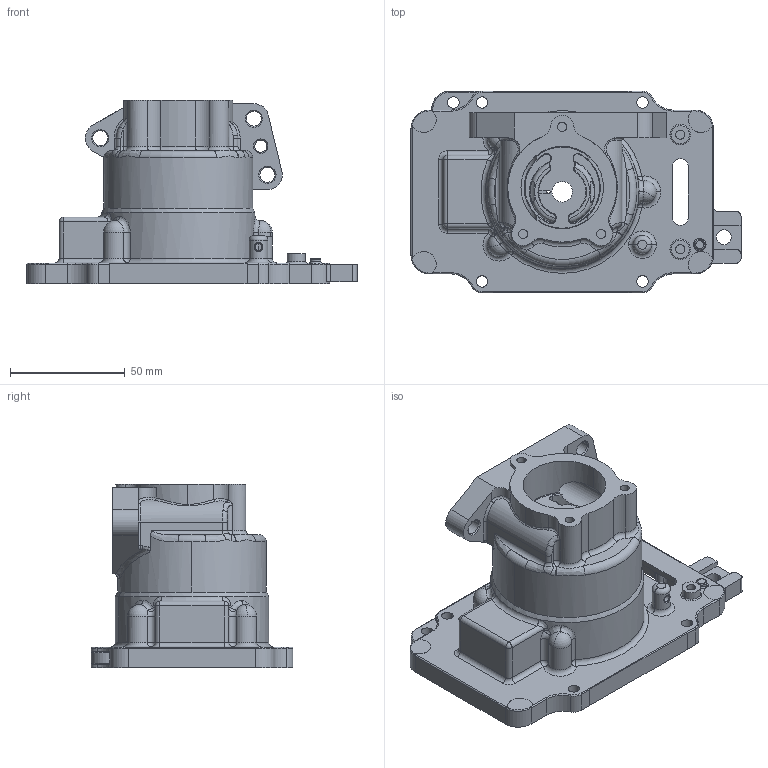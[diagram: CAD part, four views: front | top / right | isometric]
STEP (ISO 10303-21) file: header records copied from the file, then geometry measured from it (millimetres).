
FILE_DESCRIPTION(('CATIA V5 STEP Exchange'),'2;1');
FILE_NAME('电子油泵壳体.stp','2018-10-24T07:33:23+00:00',('none'),('none'),'CATIA Version 5 Release 17 (IN-10)','CATIA V5 STEP AP203','none');
FILE_SCHEMA(('CONFIG_CONTROL_DESIGN'));
Length unit declared in the file: millimetre
Products named in the file (1): housing
Bounding box: 144 x 88 x 80 mm (x, y, z)
Volume: 128702.8 mm3; surface area: 67480.4 mm2
Topology: 1 solids, 3 shells, 786 faces, 1942 edges, 1176 vertices
Faces by surface type: cylinder 306, plane 203, torus 118, bspline 85, cone 46, sphere 23, extrusion 5
Entity records: 28611 total; most frequent: CARTESIAN_POINT 11733, ORIENTED_EDGE 3846, DIRECTION 2684, EDGE_CURVE 1923, AXIS2_PLACEMENT_3D 1413, VERTEX_POINT 1176, CIRCLE 858, EDGE_LOOP 854
